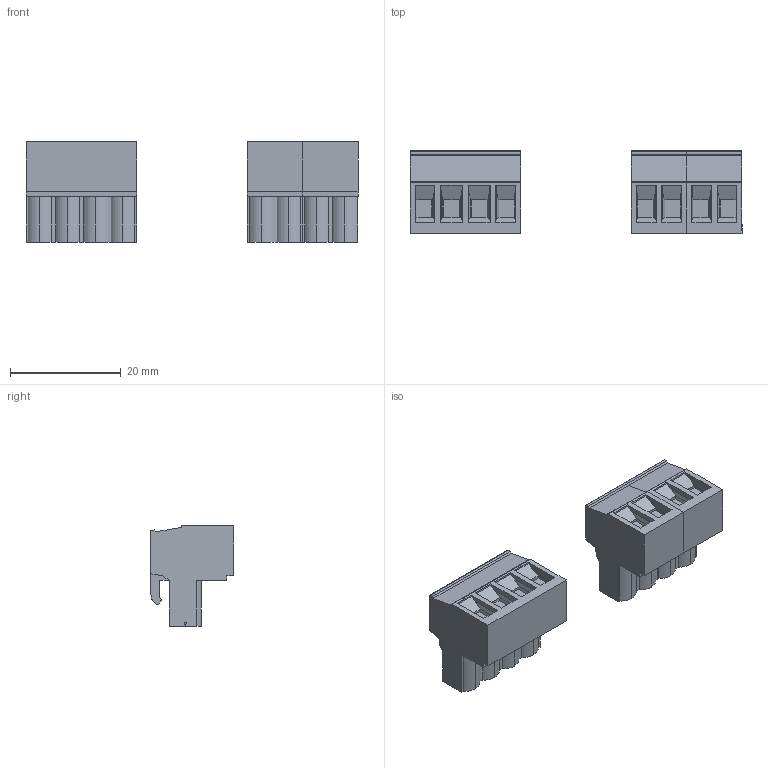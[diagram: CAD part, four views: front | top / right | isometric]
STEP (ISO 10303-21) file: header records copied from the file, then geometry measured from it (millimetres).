
FILE_DESCRIPTION(/* description */ ('Alibre Inc.'),/* implementation_level */ '2;1');
FILE_NAME(/* name */ 'export0',/* time_stamp */ '2017-03-29T13:48:56+02:00',/* author */ (''),/* organization */ (''),/* preprocessor_version */ 'ST-DEVELOPER v14',/* originating_system */ 'Alibre',/* authorisation */ '');
FILE_SCHEMA (('AUTOMOTIVE_DESIGN'));
Length unit declared in the file: millimetre
Products named in the file (4): ID_1
Bounding box: 60 x 15 x 18.2 mm (x, y, z)
Volume: 6848.3 mm3; surface area: 4753 mm2
Topology: 3 solids, 3 shells, 460 faces, 1174 edges, 765 vertices
Faces by surface type: plane 344, cylinder 116
Entity records: 12611 total; most frequent: ORIENTED_EDGE 2348, CARTESIAN_POINT 2208, DIRECTION 1675, EDGE_CURVE 1174, VECTOR 882, LINE 882, VERTEX_POINT 765, AXIS2_PLACEMENT_3D 561
